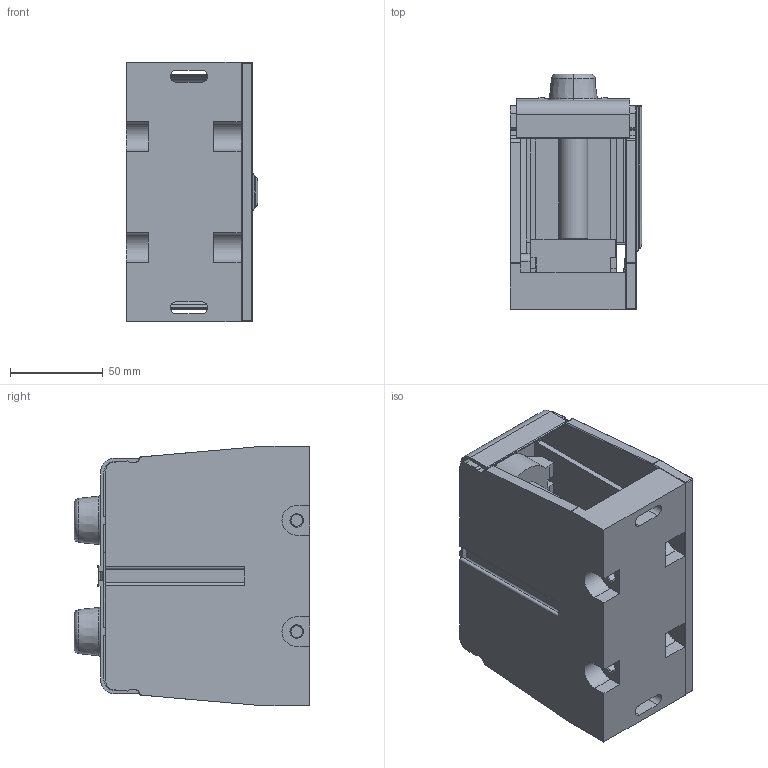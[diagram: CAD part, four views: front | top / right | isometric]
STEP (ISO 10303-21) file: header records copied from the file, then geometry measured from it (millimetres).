
FILE_DESCRIPTION((''),'2;1');
FILE_NAME('5YB574377_ASM','2024-02-18T',('dell'),(''),'PRO/ENGINEER BY PARAMETRIC TECHNOLOGY CORPORATION, 2013230','PRO/ENGINEER BY PARAMETRIC TECHNOLOGY CORPORATION, 2013230','');
FILE_SCHEMA(('AUTOMOTIVE_DESIGN { 1 0 10303 214 1 1 1 1 }'));
Length unit declared in the file: millimetre
Products named in the file (1): 5YB574377_ASM
Bounding box: 71 x 127 x 140 mm (x, y, z)
Volume: 574910 mm3; surface area: 177990.3 mm2
Topology: 1 solids, 1 shells, 1061 faces, 3291 edges, 2120 vertices
Faces by surface type: plane 631, cylinder 326, torus 45, bspline 35, cone 20, sphere 4
Entity records: 42772 total; most frequent: CARTESIAN_POINT 8318, ORIENTED_EDGE 6552, DIRECTION 5746, EDGE_CURVE 3276, VECTOR 2388, LINE 2388, VERTEX_POINT 2120, AXIS2_PLACEMENT_3D 1679
